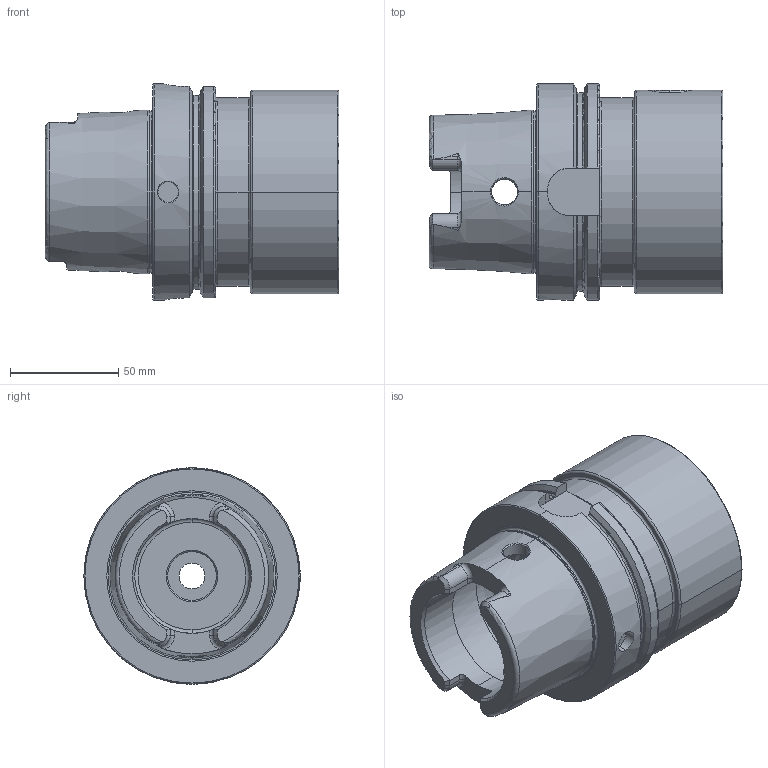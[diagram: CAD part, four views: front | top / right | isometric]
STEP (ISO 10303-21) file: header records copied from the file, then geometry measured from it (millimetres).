
FILE_DESCRIPTION (( 'STEP AP203' ), '1' );
FILE_NAME ('HA0.MB9.K01.086.STEP', '2011-12-23T11:03:15', ( 'baer' ), ( 'Hewlett-Packard Company' ), 'SwSTEP 2.0', 'SolidWorks 2011', '' );
FILE_SCHEMA (( 'CONFIG_CONTROL_DESIGN' ));
Length unit declared in the file: millimetre
Products named in the file (3): HA0-MB9.K01.086_A_Fertigbearbeitung; MB9-ER1.001.032_A; HA0.MB9.K01.086
Assembly tree (2 placements, depth 2):
  HA0.MB9.K01.086
    HA0-MB9.K01.086_A_Fertigbearbeitung
    MB9-ER1.001.032_A
Bounding box: 135.9 x 100 x 100 mm (x, y, z)
Volume: 522774 mm3; surface area: 79271.8 mm2
Topology: 2 solids, 2 shells, 223 faces, 571 edges, 352 vertices
Faces by surface type: cylinder 68, plane 64, torus 43, cone 40, bspline 8
Entity records: 9030 total; most frequent: CARTESIAN_POINT 3426, ORIENTED_EDGE 1138, DIRECTION 1115, EDGE_CURVE 569, AXIS2_PLACEMENT_3D 459, VERTEX_POINT 352, CIRCLE 239, EDGE_LOOP 233
